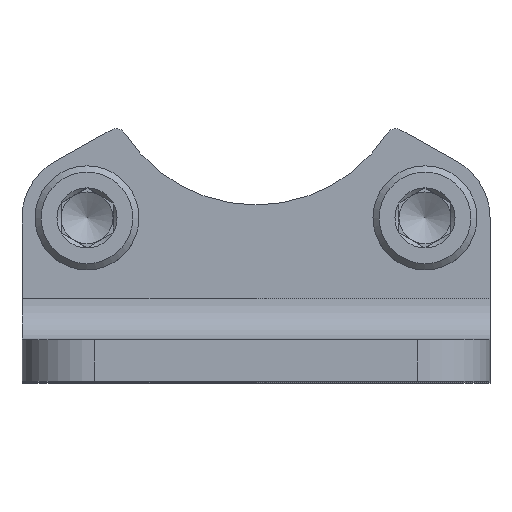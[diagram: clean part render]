
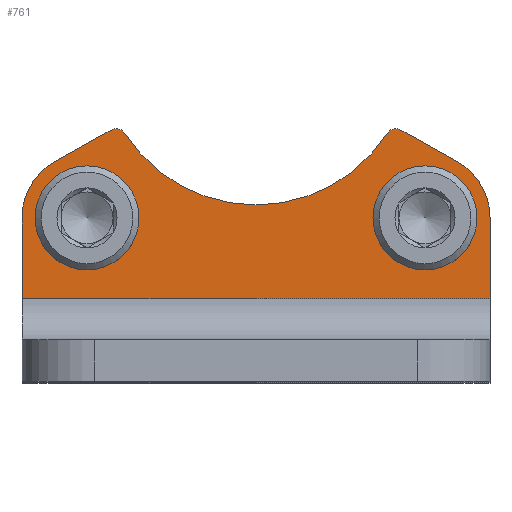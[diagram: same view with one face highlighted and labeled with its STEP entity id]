
A CAD part, top view. The second image highlights one B-rep face of the part: STEP entity #761.
In plain terms, the highlighted face is planar.
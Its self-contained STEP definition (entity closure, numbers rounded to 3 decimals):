
#89=LINE('',#1227,#137);
#95=LINE('',#1242,#143);
#100=LINE('',#1267,#148);
#101=LINE('',#1273,#149);
#102=LINE('',#1279,#150);
#137=VECTOR('',#970,1000.);
#143=VECTOR('',#982,1000.);
#148=VECTOR('',#1009,1000.);
#149=VECTOR('',#1016,1000.);
#150=VECTOR('',#1021,1000.);
#231=ORIENTED_EDGE('',*,*,#416,.F.);
#232=ORIENTED_EDGE('',*,*,#417,.F.);
#233=ORIENTED_EDGE('',*,*,#418,.T.);
#234=ORIENTED_EDGE('',*,*,#419,.T.);
#235=ORIENTED_EDGE('',*,*,#394,.F.);
#236=ORIENTED_EDGE('',*,*,#415,.T.);
#237=ORIENTED_EDGE('',*,*,#402,.T.);
#238=ORIENTED_EDGE('',*,*,#420,.T.);
#239=ORIENTED_EDGE('',*,*,#421,.T.);
#240=ORIENTED_EDGE('',*,*,#422,.T.);
#241=ORIENTED_EDGE('',*,*,#423,.F.);
#242=ORIENTED_EDGE('',*,*,#424,.T.);
#394=EDGE_CURVE('',#491,#492,#89,.T.);
#402=EDGE_CURVE('',#498,#497,#95,.T.);
#415=EDGE_CURVE('',#491,#498,#100,.T.);
#416=EDGE_CURVE('',#507,#507,#561,.F.);
#417=EDGE_CURVE('',#508,#508,#562,.F.);
#418=EDGE_CURVE('',#509,#510,#101,.T.);
#419=EDGE_CURVE('',#510,#492,#563,.F.);
#420=EDGE_CURVE('',#497,#511,#564,.F.);
#421=EDGE_CURVE('',#511,#512,#102,.T.);
#422=EDGE_CURVE('',#512,#513,#565,.F.);
#423=EDGE_CURVE('',#514,#513,#566,.F.);
#424=EDGE_CURVE('',#514,#509,#567,.F.);
#491=VERTEX_POINT('',#1226);
#492=VERTEX_POINT('',#1228);
#497=VERTEX_POINT('',#1241);
#498=VERTEX_POINT('',#1243);
#507=VERTEX_POINT('',#1270);
#508=VERTEX_POINT('',#1272);
#509=VERTEX_POINT('',#1274);
#510=VERTEX_POINT('',#1275);
#511=VERTEX_POINT('',#1278);
#512=VERTEX_POINT('',#1280);
#513=VERTEX_POINT('',#1282);
#514=VERTEX_POINT('',#1284);
#561=CIRCLE('',#858,3.3);
#562=CIRCLE('',#859,3.3);
#563=CIRCLE('',#860,6.25);
#564=CIRCLE('',#861,6.25);
#565=CIRCLE('',#862,1.);
#566=CIRCLE('',#863,15.);
#567=CIRCLE('',#864,1.);
#602=EDGE_LOOP('',(#231));
#603=EDGE_LOOP('',(#232));
#604=EDGE_LOOP('',(#233,#234,#235,#236,#237,#238,#239,#240,#241,#242));
#672=FACE_BOUND('',#602,.T.);
#673=FACE_BOUND('',#603,.T.);
#674=FACE_BOUND('',#604,.T.);
#735=PLANE('',#857);
#761=ADVANCED_FACE('',(#672,#673,#674),#735,.F.);
#857=AXIS2_PLACEMENT_3D('',#1268,#1010,#1011);
#858=AXIS2_PLACEMENT_3D('',#1269,#1012,#1013);
#859=AXIS2_PLACEMENT_3D('',#1271,#1014,#1015);
#860=AXIS2_PLACEMENT_3D('',#1276,#1017,#1018);
#861=AXIS2_PLACEMENT_3D('',#1277,#1019,#1020);
#862=AXIS2_PLACEMENT_3D('',#1281,#1022,#1023);
#863=AXIS2_PLACEMENT_3D('',#1283,#1024,#1025);
#864=AXIS2_PLACEMENT_3D('',#1285,#1026,#1027);
#970=DIRECTION('',(0.,1.,0.));
#982=DIRECTION('',(0.,1.,0.));
#1009=DIRECTION('',(0.,0.,-1.));
#1010=DIRECTION('',(-1.,0.,0.));
#1011=DIRECTION('',(0.,0.,1.));
#1012=DIRECTION('',(-1.,0.,0.));
#1013=DIRECTION('',(0.,0.,1.));
#1014=DIRECTION('',(-1.,0.,0.));
#1015=DIRECTION('',(0.,0.,1.));
#1016=DIRECTION('',(0.,-0.488,0.873));
#1017=DIRECTION('',(-1.,0.,0.));
#1018=DIRECTION('',(0.,0.,1.));
#1019=DIRECTION('',(-1.,0.,0.));
#1020=DIRECTION('',(0.,0.,1.));
#1021=DIRECTION('',(0.,0.488,0.873));
#1022=DIRECTION('',(-1.,0.,0.));
#1023=DIRECTION('',(0.,0.,1.));
#1024=DIRECTION('',(-1.,0.,0.));
#1025=DIRECTION('',(0.,0.,1.));
#1026=DIRECTION('',(-1.,0.,0.));
#1027=DIRECTION('',(0.,0.,1.));
#1226=CARTESIAN_POINT('',(4.,-24.,22.5));
#1227=CARTESIAN_POINT('',(4.,-24.,22.5));
#1228=CARTESIAN_POINT('',(4.,-16.25,22.5));
#1241=CARTESIAN_POINT('',(4.,-16.25,-22.5));
#1242=CARTESIAN_POINT('',(4.,-24.,-22.5));
#1243=CARTESIAN_POINT('',(4.,-24.,-22.5));
#1267=CARTESIAN_POINT('',(4.,-24.,22.5));
#1268=CARTESIAN_POINT('',(4.,-24.,22.5));
#1269=CARTESIAN_POINT('',(4.,-16.25,-16.25));
#1270=CARTESIAN_POINT('',(4.,-16.25,-12.95));
#1271=CARTESIAN_POINT('',(4.,-16.25,16.25));
#1272=CARTESIAN_POINT('',(4.,-16.25,19.55));
#1273=CARTESIAN_POINT('',(4.,-15.305,27.363));
#1274=CARTESIAN_POINT('',(4.,-7.795,13.937));
#1275=CARTESIAN_POINT('',(4.,-10.795,19.301));
#1276=CARTESIAN_POINT('',(4.,-16.25,16.25));
#1277=CARTESIAN_POINT('',(4.,-16.25,-16.25));
#1278=CARTESIAN_POINT('',(4.,-10.795,-19.301));
#1279=CARTESIAN_POINT('',(4.,3.867,6.914));
#1280=CARTESIAN_POINT('',(4.,-7.795,-13.937));
#1281=CARTESIAN_POINT('',(4.,-8.668,-13.449));
#1282=CARTESIAN_POINT('',(4.,-8.126,-12.608));
#1283=CARTESIAN_POINT('',(4.,0.,0.));
#1284=CARTESIAN_POINT('',(4.,-8.126,12.608));
#1285=CARTESIAN_POINT('',(4.,-8.668,13.449));
